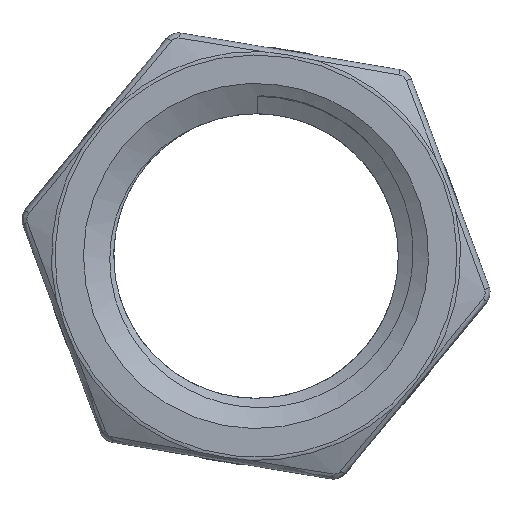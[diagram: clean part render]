
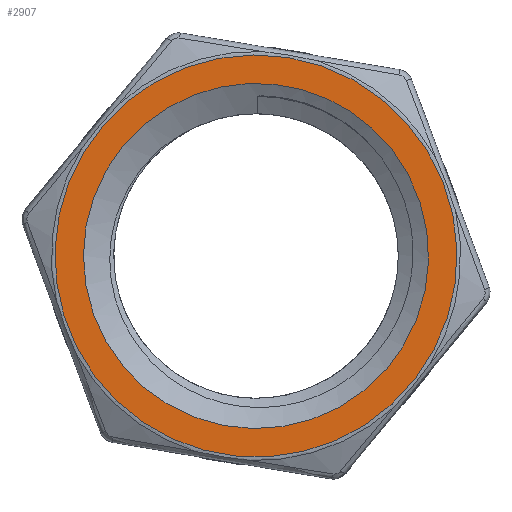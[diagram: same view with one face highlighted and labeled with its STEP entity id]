
A CAD part, front view. The second image highlights one B-rep face of the part: STEP entity #2907.
In plain terms, the highlighted planar face has unit normal (0, -1, 0).
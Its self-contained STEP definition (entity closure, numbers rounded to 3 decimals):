
#498=PLANE($,#3070);
#707=FACE_BOUND($,#993,.T.);
#828=FACE_OUTER_BOUND($,#992,.T.);
#992=EDGE_LOOP($,(#2592));
#993=EDGE_LOOP($,(#2593));
#1061=CIRCLE($,#3033,5.239);
#1068=CIRCLE($,#3041,6.103);
#1325=VERTEX_POINT($,#6976);
#1340=VERTEX_POINT($,#7220);
#1728=EDGE_CURVE($,#1325,#1325,#1061,.T.);
#1744=EDGE_CURVE($,#1340,#1340,#1068,.T.);
#2592=ORIENTED_EDGE($,*,*,#1744,.T.);
#2593=ORIENTED_EDGE($,*,*,#1728,.F.);
#2907=ADVANCED_FACE($,(#828,#707),#498,.T.);
#3033=AXIS2_PLACEMENT_3D($,#6977,#3421,#3422);
#3041=AXIS2_PLACEMENT_3D($,#7221,#3438,#3439);
#3070=AXIS2_PLACEMENT_3D($,#8096,#3498,#3499);
#3421=DIRECTION('center_axis',(0.,-1.,0.));
#3422=DIRECTION('ref_axis',(0.35,0.,-0.937));
#3438=DIRECTION('center_axis',(0.,-1.,0.));
#3439=DIRECTION('ref_axis',(0.35,0.,-0.937));
#3498=DIRECTION('center_axis',(0.,-1.,0.));
#3499=DIRECTION('ref_axis',(0.35,0.,-0.937));
#6976=CARTESIAN_POINT('',(-1.834,-14.137,14.437));
#6977=CARTESIAN_POINT('Origin',(0.,-14.137,9.53));
#7220=CARTESIAN_POINT('',(-2.136,-14.137,15.247));
#7221=CARTESIAN_POINT('Origin',(0.,-14.137,9.53));
#8096=CARTESIAN_POINT('Origin',(-8.639,-14.137,13.469));
